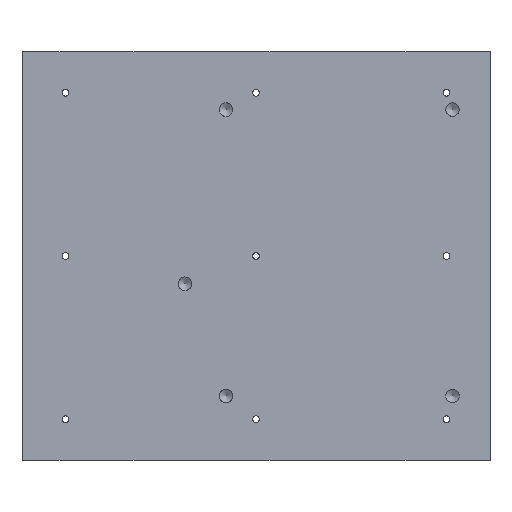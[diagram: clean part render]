
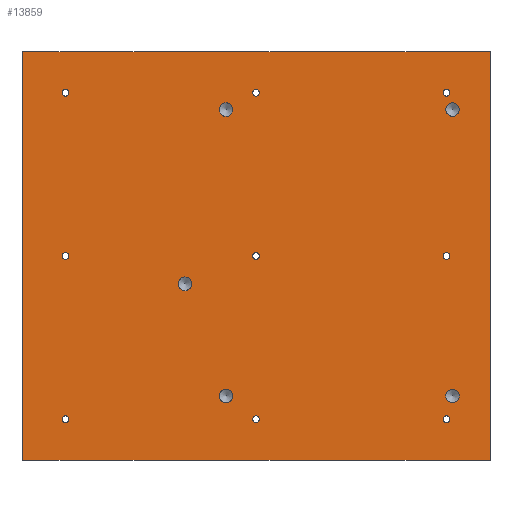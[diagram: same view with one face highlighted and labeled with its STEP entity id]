
A CAD part, front view. The second image highlights one B-rep face of the part: STEP entity #13859.
In plain terms, the highlighted planar face has unit normal (0, -1, 0).
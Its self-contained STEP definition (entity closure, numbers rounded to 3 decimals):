
#13859=ADVANCED_FACE('',(#24670,#24672,#24674,#24676,#24678,#24680,#24682,#24684,
#24686,#24688,#24690,#24692,#24694,#24696,#24698),#24700,.T.);
#24670=FACE_BOUND('',#24671,.T.);
#24671=EDGE_LOOP('',(#30821,#30822,#30823,#30824));
#24672=FACE_BOUND('',#24673,.T.);
#24673=EDGE_LOOP('',(#30825));
#24674=FACE_BOUND('',#24675,.T.);
#24675=EDGE_LOOP('',(#30826));
#24676=FACE_BOUND('',#24677,.T.);
#24677=EDGE_LOOP('',(#30827));
#24678=FACE_BOUND('',#24679,.T.);
#24679=EDGE_LOOP('',(#30828));
#24680=FACE_BOUND('',#24681,.T.);
#24681=EDGE_LOOP('',(#30829));
#24682=FACE_BOUND('',#24683,.T.);
#24683=EDGE_LOOP('',(#30830));
#24684=FACE_BOUND('',#24685,.T.);
#24685=EDGE_LOOP('',(#30831));
#24686=FACE_BOUND('',#24687,.T.);
#24687=EDGE_LOOP('',(#30832));
#24688=FACE_BOUND('',#24689,.T.);
#24689=EDGE_LOOP('',(#30833));
#24690=FACE_BOUND('',#24691,.T.);
#24691=EDGE_LOOP('',(#30834));
#24692=FACE_BOUND('',#24693,.T.);
#24693=EDGE_LOOP('',(#30835));
#24694=FACE_BOUND('',#24695,.T.);
#24695=EDGE_LOOP('',(#30836));
#24696=FACE_BOUND('',#24697,.T.);
#24697=EDGE_LOOP('',(#30837));
#24698=FACE_BOUND('',#24699,.T.);
#24699=EDGE_LOOP('',(#30838));
#24700=PLANE('',#24701);
#24701=AXIS2_PLACEMENT_3D('',#24702,#24703,#24704);
#24702=CARTESIAN_POINT('',(0.,0.,-150.));
#24703=DIRECTION('',(0.,-1.,0.));
#24704=DIRECTION('',(0.,0.,-1.));
#30821=ORIENTED_EDGE('',*,*,#38445,.F.);
#30822=ORIENTED_EDGE('',*,*,#34606,.F.);
#30823=ORIENTED_EDGE('',*,*,#38446,.T.);
#30824=ORIENTED_EDGE('',*,*,#38443,.T.);
#30825=ORIENTED_EDGE('',*,*,#33872,.F.);
#30826=ORIENTED_EDGE('',*,*,#33874,.F.);
#30827=ORIENTED_EDGE('',*,*,#33876,.F.);
#30828=ORIENTED_EDGE('',*,*,#33878,.F.);
#30829=ORIENTED_EDGE('',*,*,#33880,.F.);
#30830=ORIENTED_EDGE('',*,*,#33882,.F.);
#30831=ORIENTED_EDGE('',*,*,#33884,.F.);
#30832=ORIENTED_EDGE('',*,*,#33886,.F.);
#30833=ORIENTED_EDGE('',*,*,#33888,.F.);
#30834=ORIENTED_EDGE('',*,*,#33890,.F.);
#30835=ORIENTED_EDGE('',*,*,#33892,.F.);
#30836=ORIENTED_EDGE('',*,*,#33894,.F.);
#30837=ORIENTED_EDGE('',*,*,#33896,.F.);
#30838=ORIENTED_EDGE('',*,*,#33898,.F.);
#33872=EDGE_CURVE('',#38449,#38449,#38450,.T.);
#33874=EDGE_CURVE('',#38453,#38453,#38454,.T.);
#33876=EDGE_CURVE('',#38457,#38457,#38458,.T.);
#33878=EDGE_CURVE('',#38461,#38461,#38462,.T.);
#33880=EDGE_CURVE('',#38465,#38465,#38466,.T.);
#33882=EDGE_CURVE('',#38469,#38469,#38470,.T.);
#33884=EDGE_CURVE('',#38473,#38473,#38474,.T.);
#33886=EDGE_CURVE('',#38477,#38477,#38478,.T.);
#33888=EDGE_CURVE('',#38481,#38481,#38482,.T.);
#33890=EDGE_CURVE('',#38485,#38485,#38486,.T.);
#33892=EDGE_CURVE('',#38489,#38489,#38490,.T.);
#33894=EDGE_CURVE('',#38493,#38493,#38494,.T.);
#33896=EDGE_CURVE('',#38497,#38497,#38498,.T.);
#33898=EDGE_CURVE('',#38501,#38501,#38502,.T.);
#34606=EDGE_CURVE('',#39916,#39912,#39918,.T.);
#38443=EDGE_CURVE('',#46078,#46076,#46079,.T.);
#38445=EDGE_CURVE('',#39912,#46076,#46081,.T.);
#38446=EDGE_CURVE('',#39916,#46078,#46082,.T.);
#38449=VERTEX_POINT('',#46189);
#38450=CIRCLE('',#46190,2.5);
#38453=VERTEX_POINT('',#46300);
#38454=CIRCLE('',#46301,2.5);
#38457=VERTEX_POINT('',#46411);
#38458=CIRCLE('',#46412,2.5);
#38461=VERTEX_POINT('',#46522);
#38462=CIRCLE('',#46523,2.5);
#38465=VERTEX_POINT('',#46633);
#38466=CIRCLE('',#46634,2.5);
#38469=VERTEX_POINT('',#46643);
#38470=CIRCLE('',#46644,1.25);
#38473=VERTEX_POINT('',#46653);
#38474=CIRCLE('',#46654,1.25);
#38477=VERTEX_POINT('',#46663);
#38478=CIRCLE('',#46664,1.25);
#38481=VERTEX_POINT('',#46673);
#38482=CIRCLE('',#46674,1.25);
#38485=VERTEX_POINT('',#46683);
#38486=CIRCLE('',#46684,1.25);
#38489=VERTEX_POINT('',#46693);
#38490=CIRCLE('',#46694,1.25);
#38493=VERTEX_POINT('',#46703);
#38494=CIRCLE('',#46704,1.25);
#38497=VERTEX_POINT('',#46713);
#38498=CIRCLE('',#46714,1.25);
#38501=VERTEX_POINT('',#46723);
#38502=CIRCLE('',#46724,1.25);
#39912=VERTEX_POINT('',#49897);
#39916=VERTEX_POINT('',#49905);
#39918=LINE('',#49909,#49910);
#46076=VERTEX_POINT('',#64163);
#46078=VERTEX_POINT('',#64167);
#46079=LINE('',#64168,#64169);
#46081=LINE('',#64174,#64175);
#46082=LINE('',#64177,#64178);
#46189=CARTESIAN_POINT('',(158.2,0.,-23.7));
#46190=AXIS2_PLACEMENT_3D('',#46191,#46192,#46193);
#46191=CARTESIAN_POINT('',(158.2,0.,-21.2));
#46192=DIRECTION('',(0.,-1.,0.));
#46193=DIRECTION('',(0.,0.,1.));
#46300=CARTESIAN_POINT('',(75.,0.,-23.7));
#46301=AXIS2_PLACEMENT_3D('',#46302,#46303,#46304);
#46302=CARTESIAN_POINT('',(75.,0.,-21.2));
#46303=DIRECTION('',(0.,-1.,0.));
#46304=DIRECTION('',(0.,0.,1.));
#46411=CARTESIAN_POINT('',(59.9,0.,-87.7));
#46412=AXIS2_PLACEMENT_3D('',#46413,#46414,#46415);
#46413=CARTESIAN_POINT('',(59.9,0.,-85.2));
#46414=DIRECTION('',(0.,-1.,0.));
#46415=DIRECTION('',(0.,0.,1.));
#46522=CARTESIAN_POINT('',(75.,0.,-128.95));
#46523=AXIS2_PLACEMENT_3D('',#46524,#46525,#46526);
#46524=CARTESIAN_POINT('',(75.,0.,-126.45));
#46525=DIRECTION('',(0.,-1.,0.));
#46526=DIRECTION('',(0.,0.,1.));
#46633=CARTESIAN_POINT('',(158.2,0.,-128.95));
#46634=AXIS2_PLACEMENT_3D('',#46635,#46636,#46637);
#46635=CARTESIAN_POINT('',(158.2,0.,-126.45));
#46636=DIRECTION('',(0.,-1.,0.));
#46637=DIRECTION('',(0.,0.,1.));
#46643=CARTESIAN_POINT('',(86.,0.,-76.25));
#46644=AXIS2_PLACEMENT_3D('',#46645,#46646,#46647);
#46645=CARTESIAN_POINT('',(86.,0.,-75.));
#46646=DIRECTION('',(0.,-1.,0.));
#46647=DIRECTION('',(0.,0.,1.));
#46653=CARTESIAN_POINT('',(156.,0.,-136.25));
#46654=AXIS2_PLACEMENT_3D('',#46655,#46656,#46657);
#46655=CARTESIAN_POINT('',(156.,0.,-135.));
#46656=DIRECTION('',(0.,-1.,0.));
#46657=DIRECTION('',(0.,0.,1.));
#46663=CARTESIAN_POINT('',(86.,0.,-136.25));
#46664=AXIS2_PLACEMENT_3D('',#46665,#46666,#46667);
#46665=CARTESIAN_POINT('',(86.,0.,-135.));
#46666=DIRECTION('',(0.,-1.,0.));
#46667=DIRECTION('',(0.,0.,1.));
#46673=CARTESIAN_POINT('',(16.,0.,-136.25));
#46674=AXIS2_PLACEMENT_3D('',#46675,#46676,#46677);
#46675=CARTESIAN_POINT('',(16.,0.,-135.));
#46676=DIRECTION('',(0.,-1.,0.));
#46677=DIRECTION('',(0.,0.,1.));
#46683=CARTESIAN_POINT('',(16.,0.,-76.25));
#46684=AXIS2_PLACEMENT_3D('',#46685,#46686,#46687);
#46685=CARTESIAN_POINT('',(16.,0.,-75.));
#46686=DIRECTION('',(0.,-1.,0.));
#46687=DIRECTION('',(0.,0.,1.));
#46693=CARTESIAN_POINT('',(16.,0.,-16.25));
#46694=AXIS2_PLACEMENT_3D('',#46695,#46696,#46697);
#46695=CARTESIAN_POINT('',(16.,0.,-15.));
#46696=DIRECTION('',(0.,-1.,0.));
#46697=DIRECTION('',(0.,0.,1.));
#46703=CARTESIAN_POINT('',(86.,0.,-16.25));
#46704=AXIS2_PLACEMENT_3D('',#46705,#46706,#46707);
#46705=CARTESIAN_POINT('',(86.,0.,-15.));
#46706=DIRECTION('',(0.,-1.,0.));
#46707=DIRECTION('',(0.,0.,1.));
#46713=CARTESIAN_POINT('',(156.,0.,-16.25));
#46714=AXIS2_PLACEMENT_3D('',#46715,#46716,#46717);
#46715=CARTESIAN_POINT('',(156.,0.,-15.));
#46716=DIRECTION('',(0.,-1.,0.));
#46717=DIRECTION('',(0.,0.,1.));
#46723=CARTESIAN_POINT('',(156.,0.,-76.25));
#46724=AXIS2_PLACEMENT_3D('',#46725,#46726,#46727);
#46725=CARTESIAN_POINT('',(156.,0.,-75.));
#46726=DIRECTION('',(0.,-1.,0.));
#46727=DIRECTION('',(0.,0.,1.));
#49897=CARTESIAN_POINT('',(0.,0.,0.));
#49905=CARTESIAN_POINT('',(0.,0.,-150.));
#49909=CARTESIAN_POINT('',(0.,0.,-150.));
#49910=VECTOR('',#49911,1.);
#49911=DIRECTION('',(0.,0.,1.));
#64163=CARTESIAN_POINT('',(172.,0.,0.));
#64167=CARTESIAN_POINT('',(172.,0.,-150.));
#64168=CARTESIAN_POINT('',(172.,0.,-150.));
#64169=VECTOR('',#64170,1.);
#64170=DIRECTION('',(0.,0.,1.));
#64174=CARTESIAN_POINT('',(0.,0.,0.));
#64175=VECTOR('',#64176,1.);
#64176=DIRECTION('',(1.,0.,0.));
#64177=CARTESIAN_POINT('',(0.,0.,-150.));
#64178=VECTOR('',#64179,1.);
#64179=DIRECTION('',(1.,0.,0.));
